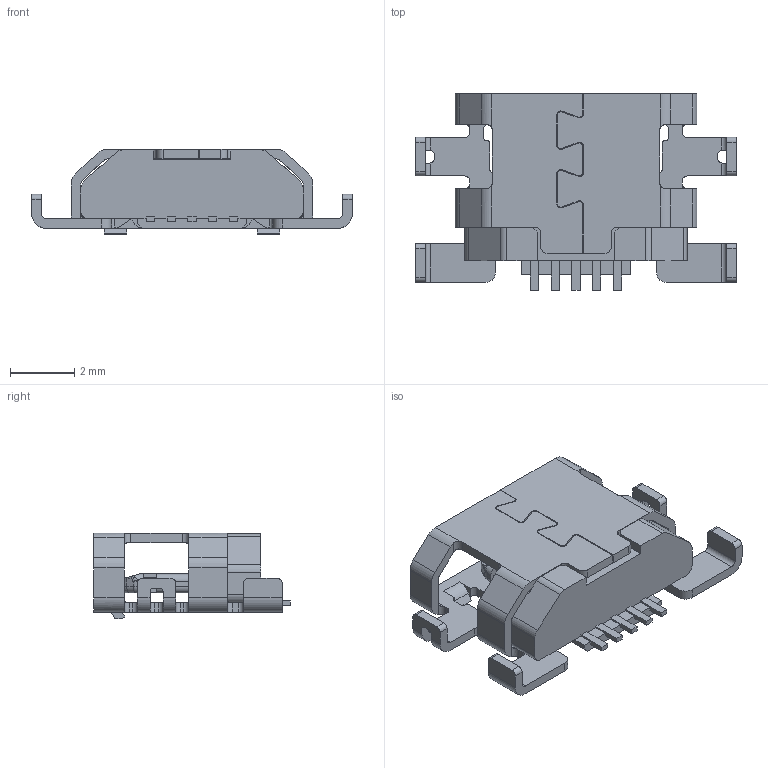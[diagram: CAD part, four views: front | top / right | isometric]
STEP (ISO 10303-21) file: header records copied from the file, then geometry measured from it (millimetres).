
FILE_DESCRIPTION(('CoCreate Modeling STEP Export'),'2;1');
FILE_NAME('010101010-362 沉板2.1带半边铁片.stp','2017-02-27T10:18:09',(''),(''),'CoCreate Modeling STEP processor for AP214 (Solid Model)','CoCreate Modeling 16.00 13-May-2008 (C) Parametric Technology GmbH','');
FILE_SCHEMA(('AUTOMOTIVE_DESIGN { 1 0 10303 214 1 1 1 1 }'));
Length unit declared in the file: millimetre
Products named in the file (6): HOUSING.2; HOUSING.1; HOUSING; PLATE; MICRO_2_1_ASM; 010101010-362_沉板2.1带半边铁片.stp
Assembly tree (5 placements, depth 3):
  010101010-362_沉板2.1带半边铁片.stp
    MICRO_2_1_ASM
      PLATE
      HOUSING
      HOUSING.1
      HOUSING.2
Bounding box: 9.95 x 6.1 x 2.65 mm (x, y, z)
Volume: 0.5 mm3; surface area: 278.9 mm2
Topology: 1 solids, 37 shells, 860 faces, 2473 edges, 1603 vertices
Faces by surface type: plane 537, cylinder 295, cone 12, bspline 10, torus 6
Entity records: 28563 total; most frequent: CARTESIAN_POINT 6155, ORIENTED_EDGE 4914, DIRECTION 4404, EDGE_CURVE 2471, VECTOR 1698, LINE 1698, VERTEX_POINT 1601, AXIS2_PLACEMENT_3D 1353
